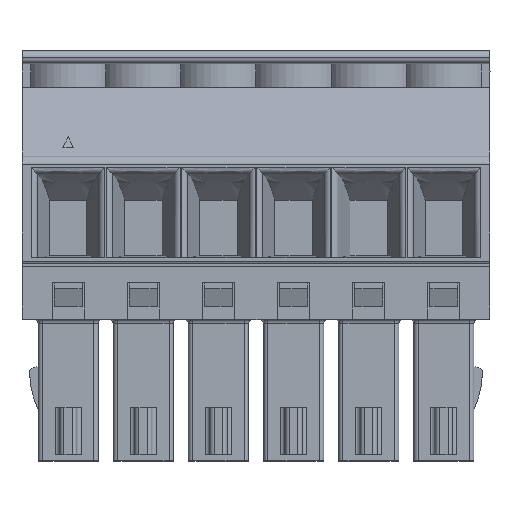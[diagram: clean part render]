
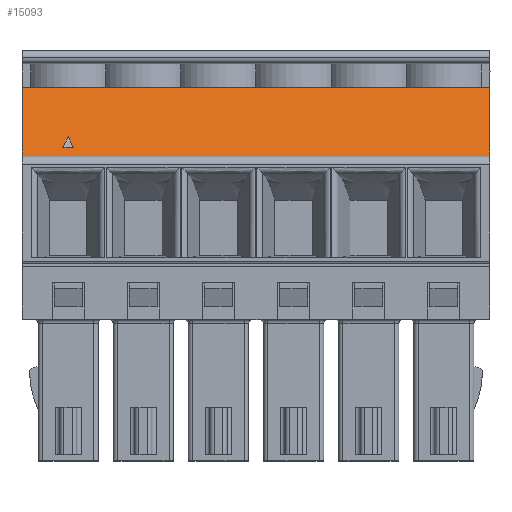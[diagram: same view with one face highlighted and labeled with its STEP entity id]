
A CAD part, top view. The second image highlights one B-rep face of the part: STEP entity #15093.
In plain terms, the highlighted planar face has unit normal (0, 0.346, 0.938).
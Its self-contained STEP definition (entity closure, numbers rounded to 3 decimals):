
#1541 = CARTESIAN_POINT ( 'NONE',  ( 1.9, 14.6, 8.852 ) ) ;
#1897 = VERTEX_POINT ( 'NONE', #1541 ) ;
#2518 = EDGE_CURVE ( 'NONE', #25659, #33428, #15817, .T. ) ;
#2781 = LINE ( 'NONE', #19696, #21170 ) ;
#2966 = ORIENTED_EDGE ( 'NONE', *, *, #32105, .F. ) ;
#3656 = EDGE_CURVE ( 'NONE', #1897, #4558, #34042, .T. ) ;
#3952 = DIRECTION ( 'NONE',  ( -0.425, -0.849, 0.313 ) ) ;
#4558 = VERTEX_POINT ( 'NONE', #26301 ) ;
#4725 = LINE ( 'NONE', #25612, #36331 ) ;
#6378 = EDGE_CURVE ( 'NONE', #39680, #1897, #27445, .T. ) ;
#6725 = ORIENTED_EDGE ( 'NONE', *, *, #33881, .T. ) ;
#8092 = ORIENTED_EDGE ( 'NONE', *, *, #2518, .F. ) ;
#9182 = CARTESIAN_POINT ( 'NONE',  ( 6.063, 7.273, 11.554 ) ) ;
#10920 = CARTESIAN_POINT ( 'NONE',  ( 21.8, 14.6, 8.852 ) ) ;
#12909 = CARTESIAN_POINT ( 'NONE',  ( 21.8, 14.2, 9. ) ) ;
#13096 = DIRECTION ( 'NONE',  ( 0., 0.938, -0.346 ) ) ;
#13139 = CARTESIAN_POINT ( 'NONE',  ( 0., 14.2, 9. ) ) ;
#14570 = PLANE ( 'NONE',  #31368 ) ;
#14862 = ORIENTED_EDGE ( 'NONE', *, *, #30670, .T. ) ;
#15093 = ADVANCED_FACE ( 'NONE', ( #31477, #24219 ), #14570, .T. ) ;
#15565 = DIRECTION ( 'NONE',  ( -1., 0., 0. ) ) ;
#15817 = LINE ( 'NONE', #39048, #22820 ) ;
#15818 = CARTESIAN_POINT ( 'NONE',  ( 21.8, 17.4, 7.82 ) ) ;
#15931 = VECTOR ( 'NONE', #24342, 1000. ) ;
#16016 = VECTOR ( 'NONE', #22613, 1000. ) ;
#18079 = DIRECTION ( 'NONE',  ( 0., 0.346, 0.938 ) ) ;
#19696 = CARTESIAN_POINT ( 'NONE',  ( 21.8, 14.2, 9. ) ) ;
#19929 = EDGE_CURVE ( 'NONE', #22187, #25659, #26286, .T. ) ;
#20645 = CARTESIAN_POINT ( 'NONE',  ( 5.326, 21.451, 6.326 ) ) ;
#21170 = VECTOR ( 'NONE', #13096, 1000. ) ;
#21586 = CARTESIAN_POINT ( 'NONE',  ( 21.8, 14.2, 9. ) ) ;
#22187 = VERTEX_POINT ( 'NONE', #29865 ) ;
#22384 = LINE ( 'NONE', #9182, #16016 ) ;
#22613 = DIRECTION ( 'NONE',  ( -0.425, 0.849, -0.313 ) ) ;
#22820 = VECTOR ( 'NONE', #29197, 1000. ) ;
#24219 = FACE_OUTER_BOUND ( 'NONE', #35162, .T. ) ;
#24342 = DIRECTION ( 'NONE',  ( 1., 0., 0. ) ) ;
#24429 = VERTEX_POINT ( 'NONE', #15818 ) ;
#25612 = CARTESIAN_POINT ( 'NONE',  ( 21.8, 17.4, 7.82 ) ) ;
#25659 = VERTEX_POINT ( 'NONE', #13139 ) ;
#25944 = CARTESIAN_POINT ( 'NONE',  ( 2.15, 15.1, 8.668 ) ) ;
#26286 = LINE ( 'NONE', #12909, #36990 ) ;
#26301 = CARTESIAN_POINT ( 'NONE',  ( 2.4, 14.6, 8.852 ) ) ;
#26568 = ORIENTED_EDGE ( 'NONE', *, *, #19929, .F. ) ;
#27445 = LINE ( 'NONE', #20645, #31066 ) ;
#27926 = DIRECTION ( 'NONE',  ( 0., -0.938, 0.346 ) ) ;
#28784 = ORIENTED_EDGE ( 'NONE', *, *, #3656, .F. ) ;
#28976 = ORIENTED_EDGE ( 'NONE', *, *, #6378, .F. ) ;
#29197 = DIRECTION ( 'NONE',  ( 0., 0.938, -0.346 ) ) ;
#29599 = DIRECTION ( 'NONE',  ( -1., 0., 0. ) ) ;
#29865 = CARTESIAN_POINT ( 'NONE',  ( 21.8, 14.2, 9. ) ) ;
#30670 = EDGE_CURVE ( 'NONE', #22187, #24429, #2781, .T. ) ;
#31066 = VECTOR ( 'NONE', #3952, 1000. ) ;
#31368 = AXIS2_PLACEMENT_3D ( 'NONE', #21586, #18079, #27926 ) ;
#31477 = FACE_BOUND ( 'NONE', #39034, .T. ) ;
#32105 = EDGE_CURVE ( 'NONE', #4558, #39680, #22384, .T. ) ;
#33428 = VERTEX_POINT ( 'NONE', #41009 ) ;
#33881 = EDGE_CURVE ( 'NONE', #24429, #33428, #4725, .T. ) ;
#34042 = LINE ( 'NONE', #10920, #15931 ) ;
#35162 = EDGE_LOOP ( 'NONE', ( #8092, #26568, #14862, #6725 ) ) ;
#36331 = VECTOR ( 'NONE', #15565, 1000. ) ;
#36990 = VECTOR ( 'NONE', #29599, 1000. ) ;
#39034 = EDGE_LOOP ( 'NONE', ( #2966, #28784, #28976 ) ) ;
#39048 = CARTESIAN_POINT ( 'NONE',  ( 0., 14.2, 9. ) ) ;
#39680 = VERTEX_POINT ( 'NONE', #25944 ) ;
#41009 = CARTESIAN_POINT ( 'NONE',  ( 0., 17.4, 7.82 ) ) ;
